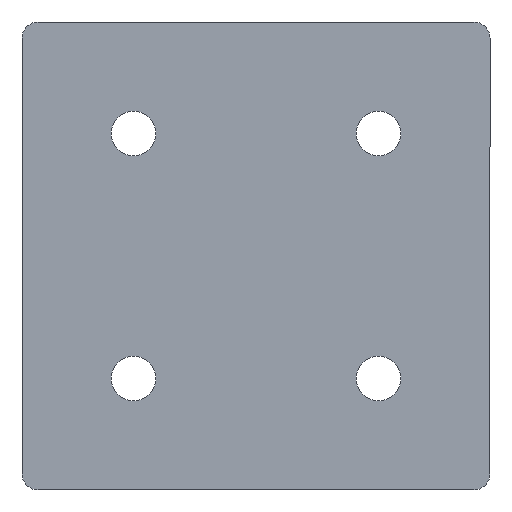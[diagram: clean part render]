
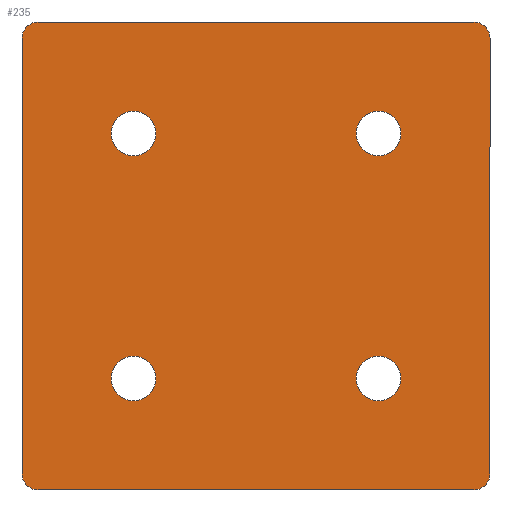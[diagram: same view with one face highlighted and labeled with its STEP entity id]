
A CAD part, front view. The second image highlights one B-rep face of the part: STEP entity #235.
In plain terms, the highlighted planar face has unit normal (0, -1, 0).
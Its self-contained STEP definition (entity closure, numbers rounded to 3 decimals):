
#1 = VERTEX_POINT ( 'NONE', #480 ) ;
#8 = CARTESIAN_POINT ( 'NONE',  ( -43., 0., -17.5 ) ) ;
#9 = ORIENTED_EDGE ( 'NONE', *, *, #377, .T. ) ;
#10 = LINE ( 'NONE', #403, #612 ) ;
#11 = DIRECTION ( 'NONE',  ( 0., 0., 1. ) ) ;
#13 = CIRCLE ( 'NONE', #224, 3. ) ;
#21 = CARTESIAN_POINT ( 'NONE',  ( 22.5, 0., 40.9 ) ) ;
#22 = VERTEX_POINT ( 'NONE', #596 ) ;
#26 = ORIENTED_EDGE ( 'NONE', *, *, #591, .T. ) ;
#29 = EDGE_CURVE ( 'NONE', #132, #539, #537, .T. ) ;
#33 = CARTESIAN_POINT ( 'NONE',  ( -22.5, 0., -4.1 ) ) ;
#37 = CARTESIAN_POINT ( 'NONE',  ( 0., 0., 0. ) ) ;
#39 = EDGE_CURVE ( 'NONE', #633, #408, #393, .T. ) ;
#46 = CARTESIAN_POINT ( 'NONE',  ( -40., 0., -17.5 ) ) ;
#49 = VECTOR ( 'NONE', #292, 1000. ) ;
#51 = DIRECTION ( 'NONE',  ( 0., 0., 1. ) ) ;
#59 = CIRCLE ( 'NONE', #238, 3. ) ;
#60 = CARTESIAN_POINT ( 'NONE',  ( -40., 0., 65.5 ) ) ;
#66 = CIRCLE ( 'NONE', #428, 4.1 ) ;
#67 = VECTOR ( 'NONE', #71, 1000. ) ;
#70 = DIRECTION ( 'NONE',  ( 0., 1., 0. ) ) ;
#71 = DIRECTION ( 'NONE',  ( 1., 0., 0. ) ) ;
#73 = ORIENTED_EDGE ( 'NONE', *, *, #29, .F. ) ;
#74 = FACE_BOUND ( 'NONE', #610, .T. ) ;
#79 = DIRECTION ( 'NONE',  ( 0., -1., 0. ) ) ;
#88 = ORIENTED_EDGE ( 'NONE', *, *, #97, .F. ) ;
#91 = VERTEX_POINT ( 'NONE', #542 ) ;
#93 = CARTESIAN_POINT ( 'NONE',  ( -40., 0., 62.5 ) ) ;
#94 = ORIENTED_EDGE ( 'NONE', *, *, #165, .T. ) ;
#95 = VERTEX_POINT ( 'NONE', #99 ) ;
#96 = CARTESIAN_POINT ( 'NONE',  ( 43., 0., -20.5 ) ) ;
#97 = EDGE_CURVE ( 'NONE', #394, #376, #256, .T. ) ;
#99 = CARTESIAN_POINT ( 'NONE',  ( 22.5, 0., 49.1 ) ) ;
#101 = EDGE_CURVE ( 'NONE', #95, #499, #108, .T. ) ;
#106 = CARTESIAN_POINT ( 'NONE',  ( -43., 0., -20.5 ) ) ;
#108 = CIRCLE ( 'NONE', #199, 4.1 ) ;
#112 = CARTESIAN_POINT ( 'NONE',  ( 22.5, 0., 45. ) ) ;
#114 = LINE ( 'NONE', #172, #67 ) ;
#115 = ORIENTED_EDGE ( 'NONE', *, *, #634, .T. ) ;
#120 = DIRECTION ( 'NONE',  ( 0., 0., 1. ) ) ;
#124 = CARTESIAN_POINT ( 'NONE',  ( 22.5, 0., 45. ) ) ;
#132 = VERTEX_POINT ( 'NONE', #360 ) ;
#139 = DIRECTION ( 'NONE',  ( 0., -1., 0. ) ) ;
#140 = ORIENTED_EDGE ( 'NONE', *, *, #550, .T. ) ;
#142 = CIRCLE ( 'NONE', #358, 3. ) ;
#150 = AXIS2_PLACEMENT_3D ( 'NONE', #167, #554, #120 ) ;
#154 = CARTESIAN_POINT ( 'NONE',  ( 22.5, 0., 0. ) ) ;
#155 = DIRECTION ( 'NONE',  ( 0., 0., -1. ) ) ;
#158 = CIRCLE ( 'NONE', #236, 4.1 ) ;
#162 = CARTESIAN_POINT ( 'NONE',  ( 22.5, 0., 4.1 ) ) ;
#165 = EDGE_CURVE ( 'NONE', #22, #91, #66, .T. ) ;
#167 = CARTESIAN_POINT ( 'NONE',  ( 22.5, 0., 0. ) ) ;
#172 = CARTESIAN_POINT ( 'NONE',  ( -43., 0., 65.5 ) ) ;
#175 = CARTESIAN_POINT ( 'NONE',  ( 22.5, 0., -4.1 ) ) ;
#176 = EDGE_LOOP ( 'NONE', ( #571, #26 ) ) ;
#179 = DIRECTION ( 'NONE',  ( 0., -1., 0. ) ) ;
#181 = EDGE_LOOP ( 'NONE', ( #194, #556 ) ) ;
#182 = AXIS2_PLACEMENT_3D ( 'NONE', #328, #387, #284 ) ;
#185 = VERTEX_POINT ( 'NONE', #33 ) ;
#186 = DIRECTION ( 'NONE',  ( 0., -1., 0. ) ) ;
#188 = ORIENTED_EDGE ( 'NONE', *, *, #297, .T. ) ;
#190 = EDGE_CURVE ( 'NONE', #499, #95, #370, .T. ) ;
#194 = ORIENTED_EDGE ( 'NONE', *, *, #101, .T. ) ;
#195 = DIRECTION ( 'NONE',  ( 0., -1., 0. ) ) ;
#196 = DIRECTION ( 'NONE',  ( 0., 1., 0. ) ) ;
#199 = AXIS2_PLACEMENT_3D ( 'NONE', #112, #196, #296 ) ;
#224 = AXIS2_PLACEMENT_3D ( 'NONE', #46, #186, #635 ) ;
#229 = CARTESIAN_POINT ( 'NONE',  ( -22.5, 0., 0. ) ) ;
#235 = ADVANCED_FACE ( 'NONE', ( #567, #608, #74, #331, #281 ), #271, .T. ) ;
#236 = AXIS2_PLACEMENT_3D ( 'NONE', #252, #259, #407 ) ;
#238 = AXIS2_PLACEMENT_3D ( 'NONE', #520, #79, #272 ) ;
#250 = DIRECTION ( 'NONE',  ( 0., 1., 0. ) ) ;
#252 = CARTESIAN_POINT ( 'NONE',  ( -22.5, 0., 0. ) ) ;
#256 = LINE ( 'NONE', #106, #357 ) ;
#259 = DIRECTION ( 'NONE',  ( 0., 1., 0. ) ) ;
#263 = CIRCLE ( 'NONE', #150, 4.1 ) ;
#267 = DIRECTION ( 'NONE',  ( 0., 1., 0. ) ) ;
#271 = PLANE ( 'NONE',  #305 ) ;
#272 = DIRECTION ( 'NONE',  ( 0., 0., -1. ) ) ;
#273 = ORIENTED_EDGE ( 'NONE', *, *, #575, .F. ) ;
#277 = VERTEX_POINT ( 'NONE', #295 ) ;
#281 = FACE_OUTER_BOUND ( 'NONE', #310, .T. ) ;
#284 = DIRECTION ( 'NONE',  ( 0., 0., 1. ) ) ;
#292 = DIRECTION ( 'NONE',  ( -1., 0., 0. ) ) ;
#295 = CARTESIAN_POINT ( 'NONE',  ( 40., 0., 65.5 ) ) ;
#296 = DIRECTION ( 'NONE',  ( 0., 0., 1. ) ) ;
#297 = EDGE_CURVE ( 'NONE', #528, #376, #142, .T. ) ;
#305 = AXIS2_PLACEMENT_3D ( 'NONE', #37, #179, #553 ) ;
#310 = EDGE_LOOP ( 'NONE', ( #273, #115, #521, #188, #88, #405, #73, #9 ) ) ;
#328 = CARTESIAN_POINT ( 'NONE',  ( -22.5, 0., 45. ) ) ;
#331 = FACE_BOUND ( 'NONE', #176, .T. ) ;
#332 = DIRECTION ( 'NONE',  ( 0., 1., 0. ) ) ;
#336 = DIRECTION ( 'NONE',  ( 0., 0., -1. ) ) ;
#340 = AXIS2_PLACEMENT_3D ( 'NONE', #229, #332, #375 ) ;
#342 = ORIENTED_EDGE ( 'NONE', *, *, #39, .T. ) ;
#351 = EDGE_CURVE ( 'NONE', #394, #539, #13, .T. ) ;
#357 = VECTOR ( 'NONE', #51, 1000. ) ;
#358 = AXIS2_PLACEMENT_3D ( 'NONE', #93, #195, #491 ) ;
#360 = CARTESIAN_POINT ( 'NONE',  ( 40., 0., -20.5 ) ) ;
#363 = VERTEX_POINT ( 'NONE', #589 ) ;
#370 = CIRCLE ( 'NONE', #383, 4.1 ) ;
#375 = DIRECTION ( 'NONE',  ( 0., 0., 1. ) ) ;
#376 = VERTEX_POINT ( 'NONE', #574 ) ;
#377 = EDGE_CURVE ( 'NONE', #132, #1, #488, .T. ) ;
#383 = AXIS2_PLACEMENT_3D ( 'NONE', #124, #267, #617 ) ;
#387 = DIRECTION ( 'NONE',  ( 0., 1., 0. ) ) ;
#393 = CIRCLE ( 'NONE', #586, 4.1 ) ;
#394 = VERTEX_POINT ( 'NONE', #8 ) ;
#403 = CARTESIAN_POINT ( 'NONE',  ( 43., 0., 65.5 ) ) ;
#405 = ORIENTED_EDGE ( 'NONE', *, *, #351, .T. ) ;
#407 = DIRECTION ( 'NONE',  ( 0., 0., 1. ) ) ;
#408 = VERTEX_POINT ( 'NONE', #162 ) ;
#427 = CARTESIAN_POINT ( 'NONE',  ( 40., 0., -17.5 ) ) ;
#428 = AXIS2_PLACEMENT_3D ( 'NONE', #522, #70, #519 ) ;
#431 = EDGE_CURVE ( 'NONE', #528, #277, #114, .T. ) ;
#480 = CARTESIAN_POINT ( 'NONE',  ( 43., 0., -17.5 ) ) ;
#486 = EDGE_CURVE ( 'NONE', #363, #185, #158, .T. ) ;
#488 = CIRCLE ( 'NONE', #489, 3. ) ;
#489 = AXIS2_PLACEMENT_3D ( 'NONE', #427, #139, #336 ) ;
#491 = DIRECTION ( 'NONE',  ( 0., 0., -1. ) ) ;
#499 = VERTEX_POINT ( 'NONE', #21 ) ;
#500 = CIRCLE ( 'NONE', #182, 4.1 ) ;
#519 = DIRECTION ( 'NONE',  ( 0., 0., 1. ) ) ;
#520 = CARTESIAN_POINT ( 'NONE',  ( 40., 0., 62.5 ) ) ;
#521 = ORIENTED_EDGE ( 'NONE', *, *, #431, .F. ) ;
#522 = CARTESIAN_POINT ( 'NONE',  ( -22.5, 0., 45. ) ) ;
#528 = VERTEX_POINT ( 'NONE', #60 ) ;
#537 = LINE ( 'NONE', #96, #49 ) ;
#539 = VERTEX_POINT ( 'NONE', #605 ) ;
#542 = CARTESIAN_POINT ( 'NONE',  ( -22.5, 0., 49.1 ) ) ;
#550 = EDGE_CURVE ( 'NONE', #408, #633, #263, .T. ) ;
#553 = DIRECTION ( 'NONE',  ( 0., 0., -1. ) ) ;
#554 = DIRECTION ( 'NONE',  ( 0., 1., 0. ) ) ;
#556 = ORIENTED_EDGE ( 'NONE', *, *, #190, .T. ) ;
#567 = FACE_BOUND ( 'NONE', #181, .T. ) ;
#569 = CIRCLE ( 'NONE', #340, 4.1 ) ;
#571 = ORIENTED_EDGE ( 'NONE', *, *, #486, .T. ) ;
#574 = CARTESIAN_POINT ( 'NONE',  ( -43., 0., 62.5 ) ) ;
#575 = EDGE_CURVE ( 'NONE', #585, #1, #10, .T. ) ;
#585 = VERTEX_POINT ( 'NONE', #623 ) ;
#586 = AXIS2_PLACEMENT_3D ( 'NONE', #154, #250, #11 ) ;
#589 = CARTESIAN_POINT ( 'NONE',  ( -22.5, 0., 4.1 ) ) ;
#591 = EDGE_CURVE ( 'NONE', #185, #363, #569, .T. ) ;
#596 = CARTESIAN_POINT ( 'NONE',  ( -22.5, 0., 40.9 ) ) ;
#605 = CARTESIAN_POINT ( 'NONE',  ( -40., 0., -20.5 ) ) ;
#608 = FACE_BOUND ( 'NONE', #636, .T. ) ;
#610 = EDGE_LOOP ( 'NONE', ( #140, #342 ) ) ;
#612 = VECTOR ( 'NONE', #155, 1000. ) ;
#617 = DIRECTION ( 'NONE',  ( 0., 0., 1. ) ) ;
#620 = ORIENTED_EDGE ( 'NONE', *, *, #631, .T. ) ;
#623 = CARTESIAN_POINT ( 'NONE',  ( 43., 0., 62.5 ) ) ;
#631 = EDGE_CURVE ( 'NONE', #91, #22, #500, .T. ) ;
#633 = VERTEX_POINT ( 'NONE', #175 ) ;
#634 = EDGE_CURVE ( 'NONE', #585, #277, #59, .T. ) ;
#635 = DIRECTION ( 'NONE',  ( 0., 0., -1. ) ) ;
#636 = EDGE_LOOP ( 'NONE', ( #620, #94 ) ) ;
